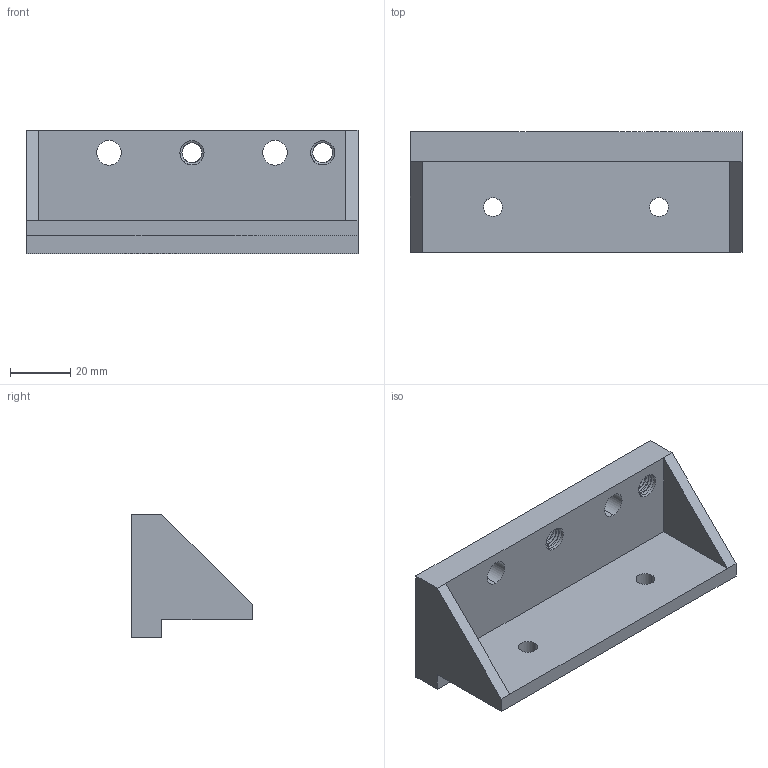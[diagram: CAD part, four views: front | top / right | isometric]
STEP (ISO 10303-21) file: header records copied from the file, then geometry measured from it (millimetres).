
FILE_DESCRIPTION (( 'STEP AP214' ), '1' );
FILE_NAME ('angle_lift.STEP', '2023-06-08T19:23:22', ( '' ), ( '' ), 'SwSTEP 2.0', 'SolidWorks 2023', '' );
FILE_SCHEMA (( 'AUTOMOTIVE_DESIGN' ));
Length unit declared in the file: millimetre
Products named in the file (1): angle_lift
Bounding box: 110 x 40 x 41 mm (x, y, z)
Volume: 62996.3 mm3; surface area: 21494.6 mm2
Topology: 1 solids, 1 shells, 64 faces, 178 edges, 116 vertices
Faces by surface type: cylinder 40, plane 18, bspline 6
Entity records: 4153 total; most frequent: CARTESIAN_POINT 2681, ORIENTED_EDGE 356, DIRECTION 246, EDGE_CURVE 178, VERTEX_POINT 116, AXIS2_PLACEMENT_3D 85, VECTOR 76, EDGE_LOOP 76
